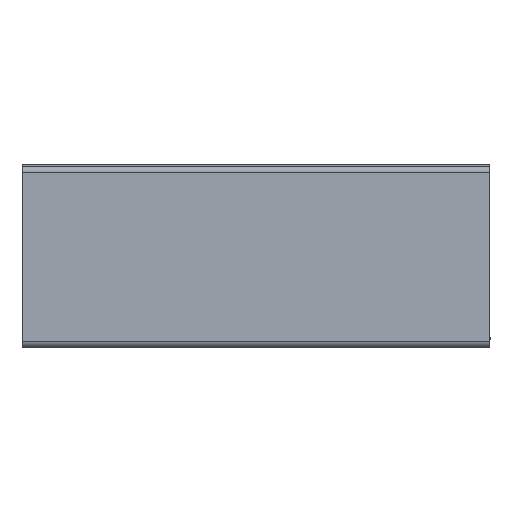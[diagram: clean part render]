
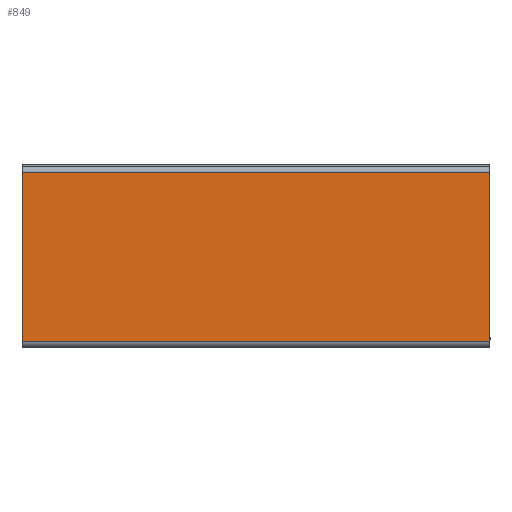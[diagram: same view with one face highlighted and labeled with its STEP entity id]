
A CAD part, left-side view. The second image highlights one B-rep face of the part: STEP entity #849.
In plain terms, the highlighted planar face has unit normal (-1, 0, 0).
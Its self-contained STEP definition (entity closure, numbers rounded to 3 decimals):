
#705=CARTESIAN_POINT('',(-1.55,-0.775,0.58));
#706=VERTEX_POINT('',#705);
#724=CARTESIAN_POINT('',(-1.55,0.775,0.58));
#725=VERTEX_POINT('',#724);
#733=CARTESIAN_POINT('',(-1.55,0.775,0.58));
#734=DIRECTION('',(0.0,-1.0,0.0));
#735=VECTOR('',#734,1.55);
#736=LINE('',#733,#735);
#737=EDGE_CURVE('',#725,#706,#736,.T.);
#800=CARTESIAN_POINT('',(-1.55,-0.775,0.02));
#801=VERTEX_POINT('',#800);
#809=CARTESIAN_POINT('',(-1.55,0.775,0.02));
#810=VERTEX_POINT('',#809);
#811=CARTESIAN_POINT('',(-1.55,0.775,0.02));
#812=DIRECTION('',(0.0,-1.0,0.0));
#813=VECTOR('',#812,1.55);
#814=LINE('',#811,#813);
#815=EDGE_CURVE('',#810,#801,#814,.T.);
#828=CARTESIAN_POINT('',(-1.55,0.775,0.02));
#829=DIRECTION('',(-1.0,0.0,0.0));
#830=DIRECTION('',(0.0,0.0,-1.0));
#831=AXIS2_PLACEMENT_3D('',#828,#829,#830);
#832=PLANE('',#831);
#833=CARTESIAN_POINT('',(-1.55,-0.775,0.02));
#834=DIRECTION('',(0.0,0.0,1.0));
#835=VECTOR('',#834,0.56);
#836=LINE('',#833,#835);
#837=EDGE_CURVE('',#801,#706,#836,.T.);
#838=ORIENTED_EDGE('',*,*,#837,.T.);
#839=ORIENTED_EDGE('',*,*,#737,.F.);
#840=CARTESIAN_POINT('',(-1.55,0.775,0.02));
#841=DIRECTION('',(0.0,0.0,1.0));
#842=VECTOR('',#841,0.56);
#843=LINE('',#840,#842);
#844=EDGE_CURVE('',#810,#725,#843,.T.);
#845=ORIENTED_EDGE('',*,*,#844,.F.);
#846=ORIENTED_EDGE('',*,*,#815,.T.);
#847=EDGE_LOOP('',(#838,#839,#845,#846));
#848=FACE_OUTER_BOUND('',#847,.T.);
#849=ADVANCED_FACE('',(#848),#832,.T.);
